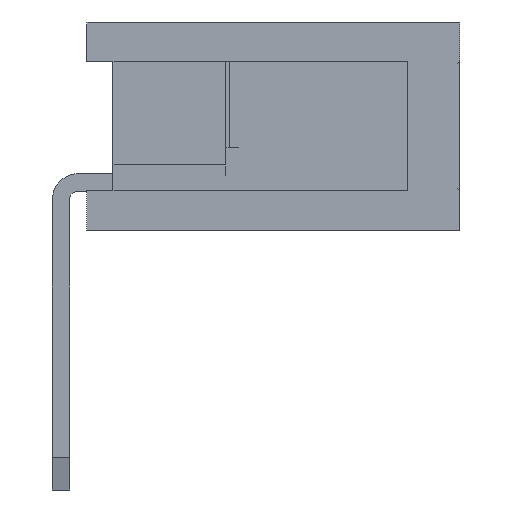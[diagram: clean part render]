
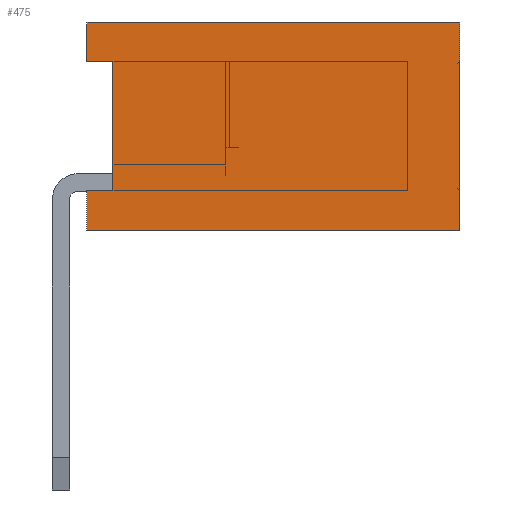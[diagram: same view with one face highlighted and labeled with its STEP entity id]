
A CAD part, left-side view. The second image highlights one B-rep face of the part: STEP entity #475.
In plain terms, the highlighted planar face has unit normal (-1, 0, 0).
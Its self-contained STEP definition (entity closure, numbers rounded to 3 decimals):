
#475=ADVANCED_FACE('',(#21024),#21026,.T.);
#21024=FACE_BOUND('',#21025,.T.);
#21025=EDGE_LOOP('',(#37415,#37416,#37417,#37418,#37419,#37420,#37421,#37422));
#21026=PLANE('',#21027);
#21027=AXIS2_PLACEMENT_3D('',#21028,#21029,#21030);
#21028=CARTESIAN_POINT('',(-1.,-4.6,0.));
#21029=DIRECTION('',(-1.,0.,0.));
#21030=DIRECTION('',(0.,0.,1.));
#37415=ORIENTED_EDGE('',*,*,#49689,.T.);
#37416=ORIENTED_EDGE('',*,*,#49841,.T.);
#37417=ORIENTED_EDGE('',*,*,#49542,.T.);
#37418=ORIENTED_EDGE('',*,*,#49840,.F.);
#37419=ORIENTED_EDGE('',*,*,#49842,.F.);
#37420=ORIENTED_EDGE('',*,*,#49843,.T.);
#37421=ORIENTED_EDGE('',*,*,#49844,.T.);
#37422=ORIENTED_EDGE('',*,*,#49835,.F.);
#49542=EDGE_CURVE('',#55763,#55760,#55764,.F.);
#49689=EDGE_CURVE('',#56057,#56055,#56058,.F.);
#49835=EDGE_CURVE('',#56057,#56342,#56343,.T.);
#49840=EDGE_CURVE('',#56349,#55760,#56351,.T.);
#49841=EDGE_CURVE('',#56055,#55763,#56352,.T.);
#49842=EDGE_CURVE('',#56353,#56349,#56354,.T.);
#49843=EDGE_CURVE('',#56353,#56355,#56356,.T.);
#49844=EDGE_CURVE('',#56355,#56342,#56357,.T.);
#55760=VERTEX_POINT('',#65985);
#55763=VERTEX_POINT('',#65990);
#55764=LINE('',#65991,#65992);
#56055=VERTEX_POINT('',#66574);
#56057=VERTEX_POINT('',#66578);
#56058=LINE('',#66579,#66580);
#56342=VERTEX_POINT('',#67155);
#56343=LINE('',#67156,#67157);
#56349=VERTEX_POINT('',#67170);
#56351=LINE('',#67174,#67175);
#56352=LINE('',#67177,#67178);
#56353=VERTEX_POINT('',#67180);
#56354=LINE('',#67181,#67182);
#56355=VERTEX_POINT('',#67184);
#56356=LINE('',#67185,#67186);
#56357=LINE('',#67188,#67189);
#65985=CARTESIAN_POINT('',(-1.,-0.3,0.45));
#65990=CARTESIAN_POINT('',(-1.,-0.6,0.45));
#65991=CARTESIAN_POINT('',(-1.,-0.3,0.45));
#65992=VECTOR('',#65993,1.);
#65993=DIRECTION('',(0.,-1.,0.));
#66574=CARTESIAN_POINT('',(-1.,-0.6,1.95));
#66578=CARTESIAN_POINT('',(-1.,-0.3,1.95));
#66579=CARTESIAN_POINT('',(-1.,-0.6,1.95));
#66580=VECTOR('',#66581,1.);
#66581=DIRECTION('',(0.,1.,0.));
#67155=CARTESIAN_POINT('',(-1.,-0.3,2.4));
#67156=CARTESIAN_POINT('',(-1.,-0.3,1.95));
#67157=VECTOR('',#67158,1.);
#67158=DIRECTION('',(0.,0.,1.));
#67170=CARTESIAN_POINT('',(-1.,-0.3,0.));
#67174=CARTESIAN_POINT('',(-1.,-0.3,0.));
#67175=VECTOR('',#67176,1.);
#67176=DIRECTION('',(0.,0.,1.));
#67177=CARTESIAN_POINT('',(-1.,-0.6,1.95));
#67178=VECTOR('',#67179,1.);
#67179=DIRECTION('',(0.,0.,-1.));
#67180=CARTESIAN_POINT('',(-1.,-4.6,0.));
#67181=CARTESIAN_POINT('',(-1.,-4.6,0.));
#67182=VECTOR('',#67183,1.);
#67183=DIRECTION('',(0.,1.,0.));
#67184=CARTESIAN_POINT('',(-1.,-4.6,2.4));
#67185=CARTESIAN_POINT('',(-1.,-4.6,0.));
#67186=VECTOR('',#67187,1.);
#67187=DIRECTION('',(0.,0.,1.));
#67188=CARTESIAN_POINT('',(-1.,-4.6,2.4));
#67189=VECTOR('',#67190,1.);
#67190=DIRECTION('',(0.,1.,0.));
